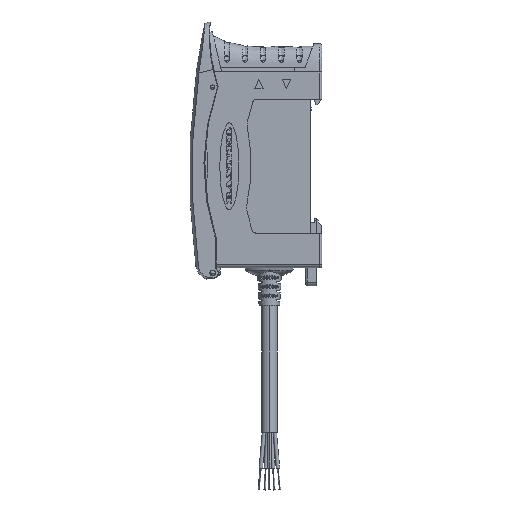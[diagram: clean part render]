
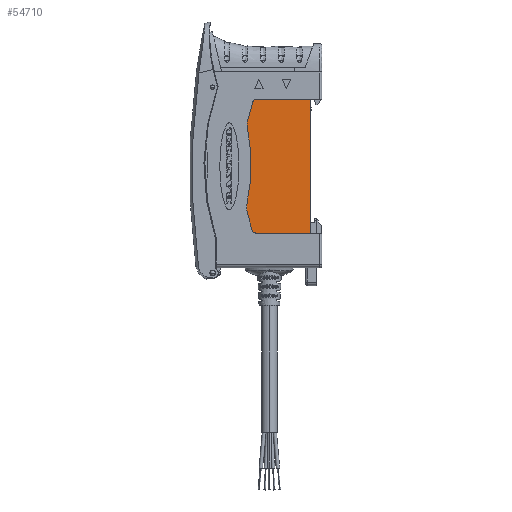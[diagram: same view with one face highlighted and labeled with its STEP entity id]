
A CAD part, left-side view. The second image highlights one B-rep face of the part: STEP entity #54710.
In plain terms, the highlighted planar face has unit normal (-1, 0, 0).
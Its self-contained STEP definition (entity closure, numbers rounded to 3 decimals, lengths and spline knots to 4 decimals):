
#356=DIRECTION('',(0.,0.,-1.));
#357=VECTOR('',#356,1.4567);
#358=CARTESIAN_POINT('',(-0.189,0.126,
-0.2992));
#359=LINE('',#358,#357);
#18907=DIRECTION('',(0.,-1.,0.));
#18908=VECTOR('',#18907,0.5953);
#18909=CARTESIAN_POINT('',(-0.189,0.7213,
-1.7559));
#18910=LINE('',#18909,#18908);
#18911=CARTESIAN_POINT('',(-0.189,0.7213,
-1.7165));
#18912=DIRECTION('',(-1.,0.,0.));
#18913=DIRECTION('',(0.,0.966,-0.259));
#18914=AXIS2_PLACEMENT_3D('',#18911,#18912,#18913);
#18916=DIRECTION('',(0.,-0.259,-0.966));
#18917=VECTOR('',#18916,0.2235);
#18918=CARTESIAN_POINT('',(-0.189,0.8172,
-1.5109));
#18919=LINE('',#18918,#18917);
#18920=CARTESIAN_POINT('',(-0.189,0.7031,
-1.4803));
#18921=DIRECTION('',(-1.,0.,0.));
#18922=DIRECTION('',(0.,0.975,0.224));
#18923=AXIS2_PLACEMENT_3D('',#18920,#18921,#18922);
#18925=CARTESIAN_POINT('',(-0.189,2.7368,
-1.0136));
#18926=DIRECTION('',(1.,0.,0.));
#18927=DIRECTION('',(0.,-0.978,0.21));
#18928=AXIS2_PLACEMENT_3D('',#18925,#18926,#18927);
#18930=CARTESIAN_POINT('',(-0.189,0.6969,
-0.5748));
#18931=DIRECTION('',(-1.,0.,0.));
#18932=DIRECTION('',(0.,0.966,0.259));
#18933=AXIS2_PLACEMENT_3D('',#18930,#18931,#18932);
#18935=DIRECTION('',(0.,0.259,-0.966));
#18936=VECTOR('',#18935,0.2235);
#18937=CARTESIAN_POINT('',(-0.189,0.7531,
-0.3284));
#18938=LINE('',#18937,#18936);
#18939=CARTESIAN_POINT('',(-0.189,0.7151,
-0.3386));
#18940=DIRECTION('',(-1.,0.,0.));
#18941=DIRECTION('',(0.,0.,1.));
#18942=AXIS2_PLACEMENT_3D('',#18939,#18940,#18941);
#18944=DIRECTION('',(0.,1.,0.));
#18945=VECTOR('',#18944,0.5891);
#18946=CARTESIAN_POINT('',(-0.189,0.126,
-0.2992));
#18947=LINE('',#18946,#18945);
#25559=CARTESIAN_POINT('',(-0.189,0.8109,
-0.5442));
#25560=CARTESIAN_POINT('',(-0.189,0.8123,
-0.5996));
#25561=VERTEX_POINT('',#25559);
#25562=VERTEX_POINT('',#25560);
#25563=CARTESIAN_POINT('',(-0.189,0.8182,
-1.4539));
#25564=VERTEX_POINT('',#25563);
#25565=CARTESIAN_POINT('',(-0.189,0.8172,
-1.5109));
#25566=VERTEX_POINT('',#25565);
#25567=CARTESIAN_POINT('',(-0.189,0.7593,
-1.7267));
#25568=VERTEX_POINT('',#25567);
#25569=CARTESIAN_POINT('',(-0.189,0.7213,
-1.7559));
#25570=VERTEX_POINT('',#25569);
#25571=CARTESIAN_POINT('',(-0.189,0.7151,
-0.2992));
#25572=CARTESIAN_POINT('',(-0.189,0.7531,
-0.3284));
#25573=VERTEX_POINT('',#25571);
#25574=VERTEX_POINT('',#25572);
#25591=CARTESIAN_POINT('',(-0.189,0.126,
-0.2992));
#25592=CARTESIAN_POINT('',(-0.189,0.126,
-1.7559));
#25593=VERTEX_POINT('',#25591);
#25594=VERTEX_POINT('',#25592);
#54693=CARTESIAN_POINT('',(-0.189,0.,0.));
#54694=DIRECTION('',(-1.,0.,0.));
#54695=DIRECTION('',(0.,0.,1.));
#54696=AXIS2_PLACEMENT_3D('',#54693,#54694,#54695);
#54697=PLANE('',#54696);
#54698=ORIENTED_EDGE('',*,*,#30246,.T.);
#54699=ORIENTED_EDGE('',*,*,#30576,.F.);
#54700=ORIENTED_EDGE('',*,*,#30691,.F.);
#54701=ORIENTED_EDGE('',*,*,#30705,.F.);
#54702=ORIENTED_EDGE('',*,*,#30719,.F.);
#54703=ORIENTED_EDGE('',*,*,#30733,.F.);
#54704=ORIENTED_EDGE('',*,*,#30747,.F.);
#54705=ORIENTED_EDGE('',*,*,#30761,.F.);
#54706=ORIENTED_EDGE('',*,*,#30775,.F.);
#54707=ORIENTED_EDGE('',*,*,#30795,.F.);
#54708=EDGE_LOOP('',(#54698,#54699,#54700,#54701,#54702,#54703,#54704,#54705,
#54706,#54707));
#54709=FACE_OUTER_BOUND('',#54708,.F.);
#54710=ADVANCED_FACE('',(#54709),#54697,.T.);
#18915=CIRCLE('',#18914,0.0394);
#18924=CIRCLE('',#18923,0.1181);
#18929=CIRCLE('',#18928,1.9685);
#18934=CIRCLE('',#18933,0.1181);
#18943=CIRCLE('',#18942,0.0394);
#30246=EDGE_CURVE('',#25593,#25594,#359,.T.);
#30576=EDGE_CURVE('',#25570,#25594,#18910,.T.);
#30691=EDGE_CURVE('',#25568,#25570,#18915,.T.);
#30705=EDGE_CURVE('',#25566,#25568,#18919,.T.);
#30719=EDGE_CURVE('',#25564,#25566,#18924,.T.);
#30733=EDGE_CURVE('',#25562,#25564,#18929,.T.);
#30747=EDGE_CURVE('',#25561,#25562,#18934,.T.);
#30761=EDGE_CURVE('',#25574,#25561,#18938,.T.);
#30775=EDGE_CURVE('',#25573,#25574,#18943,.T.);
#30795=EDGE_CURVE('',#25593,#25573,#18947,.T.);
